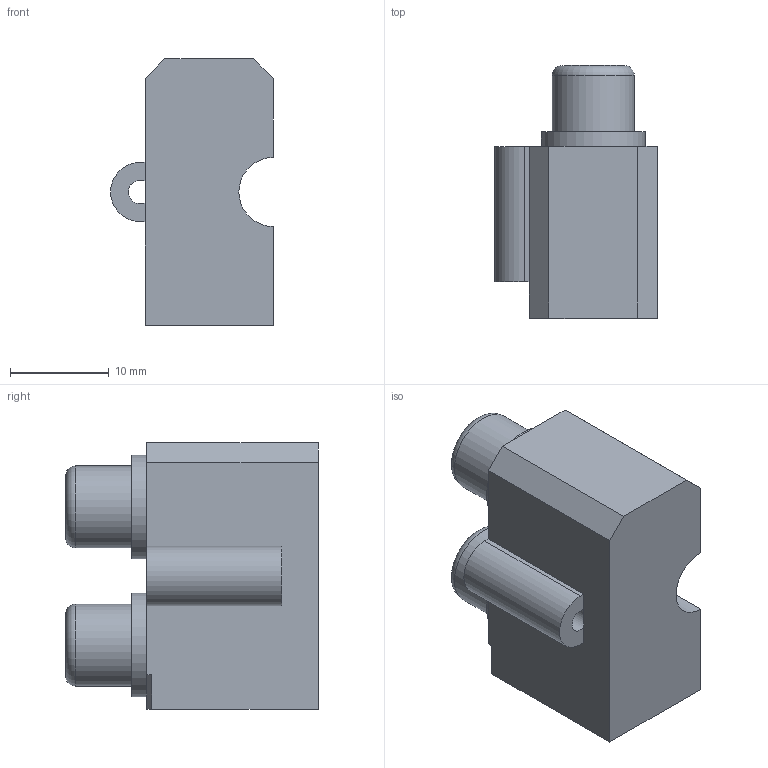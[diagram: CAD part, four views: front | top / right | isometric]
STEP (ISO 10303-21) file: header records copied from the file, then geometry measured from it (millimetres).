
FILE_DESCRIPTION(/* description */ ('STEP AP214'),/* implementation_level */ '2;1');
FILE_NAME(/* name */ 'CON_JACK_RCA-DUAL.stp',/* time_stamp */ '2020-01-13T12:13:51+01:00',/* author */ ('m.hasebos'),/* organization */ (''),/* preprocessor_version */ 'ST-DEVELOPER v17',/* originating_system */ 'Autodesk Inventor 2019',/* authorisation */ '');
FILE_SCHEMA (('AUTOMOTIVE_DESIGN { 1 0 10303 214 3 1 1 }'));
Length unit declared in the file: millimetre
Products named in the file (1): CON_JACK_RCA-DUAL
Bounding box: 16.5 x 25.6 x 27 mm (x, y, z)
Volume: 6722.9 mm3; surface area: 2828.2 mm2
Topology: 1 solids, 1 shells, 36 faces, 129 edges, 117 vertices
Faces by surface type: plane 23, cylinder 9, torus 4
Full cylindrical faces by diameter (mm): 2.4 x1, 3.371 x2, 8.3 x2, 10.5 x2
Entity records: 2087 total; most frequent: CARTESIAN_POINT 910, DIRECTION 237, ORIENTED_EDGE 200, EDGE_CURVE 100, AXIS2_PLACEMENT_3D 92, VERTEX_POINT 71, CIRCLE 55, LINE 53
